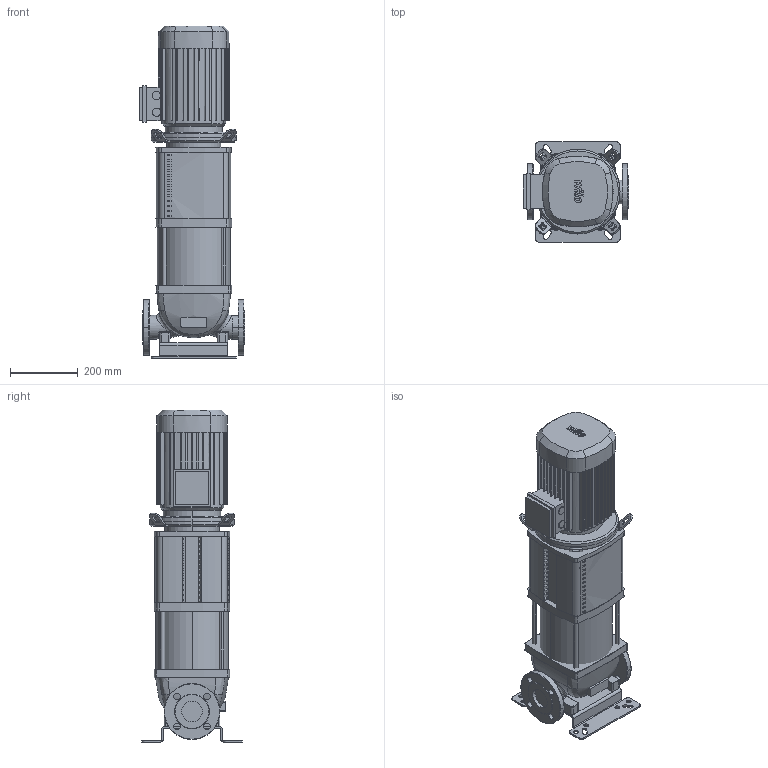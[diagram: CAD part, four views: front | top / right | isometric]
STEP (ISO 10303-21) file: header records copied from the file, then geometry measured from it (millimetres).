
FILE_DESCRIPTION((''),'2;1');
FILE_NAME('3d_HELIXV2204-2_25_V-4139778.stp','2016-08-24T08:58:54',(''),(''),'Mechanical Desktop 2009','Mechanical Desktop 2009',', , ');
FILE_SCHEMA(('CONFIG_CONTROL_DESIGN'));
Length unit declared in the file: millimetre
Products named in the file (1): Product
Bounding box: 310 x 296 x 979.2 mm (x, y, z)
Volume: 31000757.4 mm3; surface area: 1965169.6 mm2
Topology: 18 solids, 18 shells, 1089 faces, 2925 edges, 1899 vertices
Faces by surface type: bspline 456, plane 348, cylinder 211, torus 42, cone 32
Entity records: 39710 total; most frequent: CARTESIAN_POINT 12848, ORIENTED_EDGE 5850, DIRECTION 4980, EDGE_CURVE 2925, VERTEX_POINT 1899, VECTOR 1838, LINE 1838, AXIS2_PLACEMENT_3D 1571
